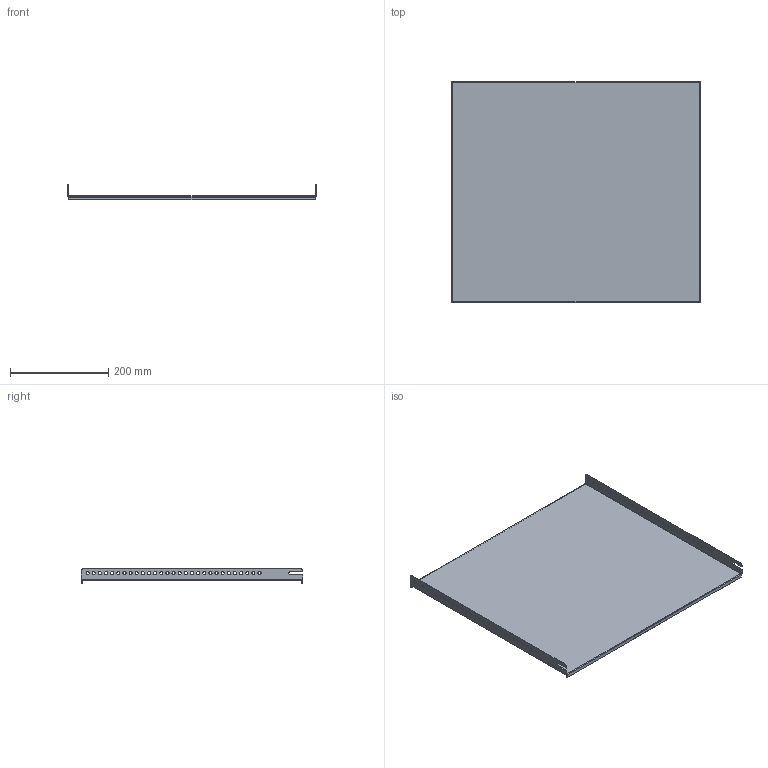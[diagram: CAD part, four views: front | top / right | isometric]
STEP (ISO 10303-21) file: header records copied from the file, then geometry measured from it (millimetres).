
FILE_DESCRIPTION (( 'STEP AP203' ), '1' );
FILE_NAME ('YKM40D-FO-MP-035-060 ÀÃÈÅ 275.00.002-05 Ïàíåëü ìîíòàæíàÿ.STEP', '2020-12-10T09:33:10', ( '' ), ( '' ), 'SwSTEP 2.0', 'SolidWorks 2017', '' );
FILE_SCHEMA (( 'CONFIG_CONTROL_DESIGN' ));
Length unit declared in the file: millimetre
Products named in the file (1): YKM40D-FO-MP-035-060  ÀÃÈÅ 275.00.002-05 Ïàíåëü ìîíòàæíàÿ
Bounding box: 506 x 450 x 31.5 mm (x, y, z)
Volume: 379975.5 mm3; surface area: 509359.8 mm2
Topology: 1 solids, 1 shells, 106 faces, 329 edges, 225 vertices
Faces by surface type: cylinder 64, plane 42
Full cylindrical faces by diameter (mm): 6.5 x58
Entity records: 3495 total; most frequent: DIRECTION 584, CARTESIAN_POINT 545, ORIENTED_EDGE 484, EDGE_LOOP 280, EDGE_CURVE 242, AXIS2_PLACEMENT_3D 235, VERTEX_POINT 196, FACE_OUTER_BOUND 164
